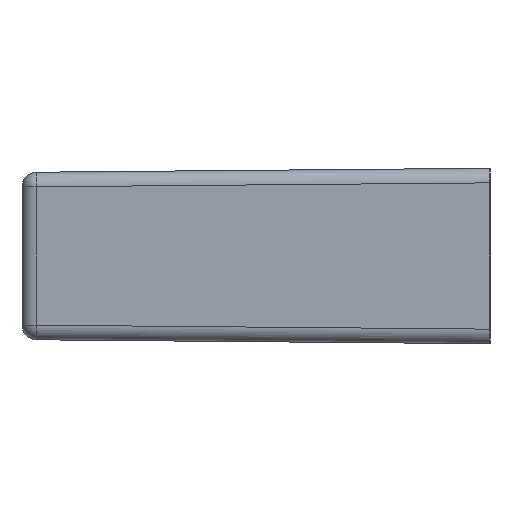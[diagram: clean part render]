
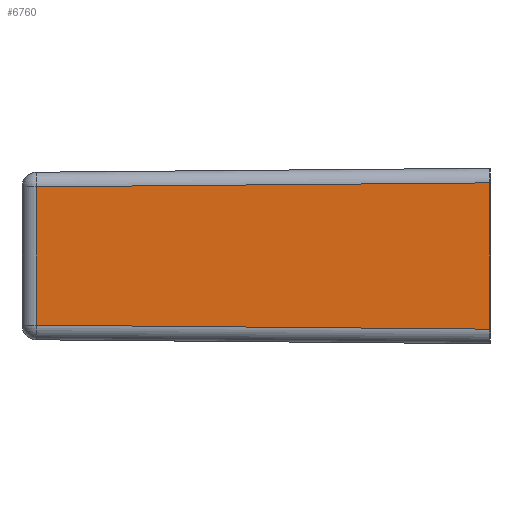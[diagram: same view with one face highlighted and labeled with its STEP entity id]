
A CAD part, left-side view. The second image highlights one B-rep face of the part: STEP entity #6760.
In plain terms, the highlighted planar face has unit normal (-1, 0.018, 0).
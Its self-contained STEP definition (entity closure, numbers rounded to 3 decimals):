
#1960=CARTESIAN_POINT('',(-0.459,31.017,
-0.271));
#1970=VERTEX_POINT('',#1960);
#2060=CARTESIAN_POINT('',(-1.,0.,0.)
);
#2070=VERTEX_POINT('',#2060);
#2100=CARTESIAN_POINT('',(-1.,0.017,
0.));
#2110=DIRECTION('',(-0.017,-1.,
0.009));
#2120=VECTOR('',#2110,1.);
#2130=LINE('',#2100,#2120);
#2140=EDGE_CURVE('',#1970,#2070,#2130,.T.);
#4040=CARTESIAN_POINT('',(-0.459,31.017,
-9.729));
#4050=VERTEX_POINT('',#4040);
#4250=CARTESIAN_POINT('',(-0.459,31.017,-10.));
#4260=DIRECTION('',(0.,0.,-1.));
#4270=VECTOR('',#4260,1.);
#4280=LINE('',#4250,#4270);
#4290=EDGE_CURVE('',#1970,#4050,#4280,.T.);
#6340=CARTESIAN_POINT('',(-1.,0.017,
-10.));
#6350=DIRECTION('',(-0.017,-1.,
-0.009));
#6360=VECTOR('',#6350,1.);
#6370=LINE('',#6340,#6360);
#6380=CARTESIAN_POINT('',(-1.,0.,-10.));
#6390=VERTEX_POINT('',#6380);
#6400=EDGE_CURVE('',#4050,#6390,#6370,.T.);
#6600=CARTESIAN_POINT('',(-1.,0.,-10.));
#6610=DIRECTION('',(1.,-0.017,0.));
#6620=DIRECTION('',(0.017,1.,0.));
#6630=AXIS2_PLACEMENT_3D('',#6600,#6610,#6620);
#6640=PLANE('',#6630);
#6650=ORIENTED_EDGE('',*,*,#2140,.F.);
#6660=CARTESIAN_POINT('',(-1.,0.,0.));
#6670=DIRECTION('',(0.,0.,-1.));
#6680=VECTOR('',#6670,1.);
#6690=LINE('',#6660,#6680);
#6700=EDGE_CURVE('',#2070,#6390,#6690,.T.);
#6710=ORIENTED_EDGE('',*,*,#6700,.F.);
#6720=ORIENTED_EDGE('',*,*,#6400,.T.);
#6730=ORIENTED_EDGE('',*,*,#4290,.T.);
#6740=EDGE_LOOP('',(#6730,#6720,#6710,#6650));
#6750=FACE_OUTER_BOUND('',#6740,.T.);
#6760=ADVANCED_FACE('',(#6750),#6640,.F.);
